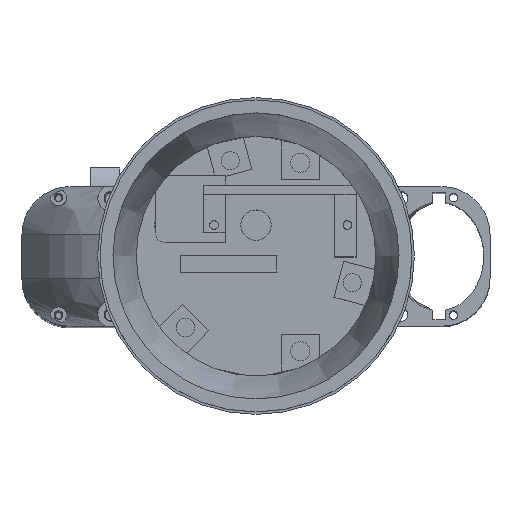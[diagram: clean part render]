
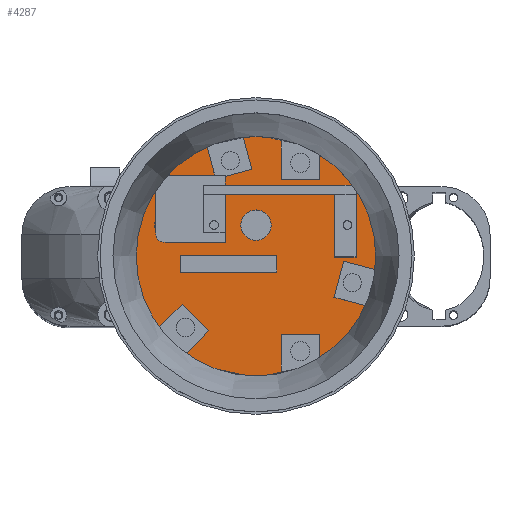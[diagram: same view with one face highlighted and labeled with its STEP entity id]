
A CAD part, top view. The second image highlights one B-rep face of the part: STEP entity #4287.
In plain terms, the highlighted planar face has unit normal (0, 0, 1).
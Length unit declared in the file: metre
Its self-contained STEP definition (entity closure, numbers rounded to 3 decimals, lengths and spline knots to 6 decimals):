
#443=LINE('',#7731,#751);
#444=LINE('',#7734,#752);
#445=LINE('',#7736,#753);
#446=LINE('',#7738,#754);
#447=LINE('',#7739,#755);
#448=LINE('',#7742,#756);
#449=LINE('',#7744,#757);
#450=LINE('',#7746,#758);
#451=LINE('',#7748,#759);
#452=LINE('',#7750,#760);
#453=LINE('',#7752,#761);
#454=LINE('',#7754,#762);
#751=VECTOR('',#5886,1.);
#752=VECTOR('',#5887,1.);
#753=VECTOR('',#5888,1.);
#754=VECTOR('',#5889,1.);
#755=VECTOR('',#5890,1.);
#756=VECTOR('',#5891,1.);
#757=VECTOR('',#5892,1.);
#758=VECTOR('',#5893,1.);
#759=VECTOR('',#5894,1.);
#760=VECTOR('',#5895,1.);
#761=VECTOR('',#5896,1.);
#762=VECTOR('',#5897,1.);
#1720=ORIENTED_EDGE('',*,*,#2386,.T.);
#1721=ORIENTED_EDGE('',*,*,#2387,.F.);
#1722=ORIENTED_EDGE('',*,*,#2388,.F.);
#1723=ORIENTED_EDGE('',*,*,#2389,.F.);
#1724=ORIENTED_EDGE('',*,*,#2390,.F.);
#1725=ORIENTED_EDGE('',*,*,#2391,.F.);
#1726=ORIENTED_EDGE('',*,*,#2392,.F.);
#1727=ORIENTED_EDGE('',*,*,#2393,.F.);
#1728=ORIENTED_EDGE('',*,*,#2394,.T.);
#1729=ORIENTED_EDGE('',*,*,#2395,.T.);
#1730=ORIENTED_EDGE('',*,*,#2396,.F.);
#1731=ORIENTED_EDGE('',*,*,#2397,.F.);
#1732=ORIENTED_EDGE('',*,*,#2398,.T.);
#1733=ORIENTED_EDGE('',*,*,#2399,.T.);
#1734=ORIENTED_EDGE('',*,*,#2400,.F.);
#1735=ORIENTED_EDGE('',*,*,#2401,.T.);
#1736=ORIENTED_EDGE('',*,*,#2402,.F.);
#1737=ORIENTED_EDGE('',*,*,#2403,.F.);
#1738=ORIENTED_EDGE('',*,*,#2404,.T.);
#1739=ORIENTED_EDGE('',*,*,#2405,.F.);
#2386=EDGE_CURVE('',#2825,#2825,#3049,.T.);
#2387=EDGE_CURVE('',#2826,#2826,#3050,.T.);
#2388=EDGE_CURVE('',#2827,#2827,#3051,.T.);
#2389=EDGE_CURVE('',#2828,#2828,#3052,.T.);
#2390=EDGE_CURVE('',#2829,#2829,#3053,.T.);
#2391=EDGE_CURVE('',#2830,#2830,#3054,.T.);
#2392=EDGE_CURVE('',#2831,#2831,#3055,.T.);
#2393=EDGE_CURVE('',#2832,#2832,#3056,.T.);
#2394=EDGE_CURVE('',#2833,#2834,#443,.T.);
#2395=EDGE_CURVE('',#2834,#2835,#444,.T.);
#2396=EDGE_CURVE('',#2836,#2835,#445,.T.);
#2397=EDGE_CURVE('',#2833,#2836,#446,.T.);
#2398=EDGE_CURVE('',#2837,#2838,#447,.T.);
#2399=EDGE_CURVE('',#2838,#2839,#448,.T.);
#2400=EDGE_CURVE('',#2840,#2839,#449,.T.);
#2401=EDGE_CURVE('',#2840,#2841,#450,.T.);
#2402=EDGE_CURVE('',#2842,#2841,#451,.T.);
#2403=EDGE_CURVE('',#2843,#2842,#452,.T.);
#2404=EDGE_CURVE('',#2843,#2844,#453,.T.);
#2405=EDGE_CURVE('',#2837,#2844,#454,.T.);
#2825=VERTEX_POINT('',#7716);
#2826=VERTEX_POINT('',#7718);
#2827=VERTEX_POINT('',#7720);
#2828=VERTEX_POINT('',#7722);
#2829=VERTEX_POINT('',#7724);
#2830=VERTEX_POINT('',#7726);
#2831=VERTEX_POINT('',#7728);
#2832=VERTEX_POINT('',#7730);
#2833=VERTEX_POINT('',#7732);
#2834=VERTEX_POINT('',#7733);
#2835=VERTEX_POINT('',#7735);
#2836=VERTEX_POINT('',#7737);
#2837=VERTEX_POINT('',#7740);
#2838=VERTEX_POINT('',#7741);
#2839=VERTEX_POINT('',#7743);
#2840=VERTEX_POINT('',#7745);
#2841=VERTEX_POINT('',#7747);
#2842=VERTEX_POINT('',#7749);
#2843=VERTEX_POINT('',#7751);
#2844=VERTEX_POINT('',#7753);
#3049=CIRCLE('',#4805,0.02815);
#3050=CIRCLE('',#4806,0.0019);
#3051=CIRCLE('',#4807,0.0019);
#3052=CIRCLE('',#4808,0.0019);
#3053=CIRCLE('',#4809,0.002);
#3054=CIRCLE('',#4810,0.002);
#3055=CIRCLE('',#4811,0.00315);
#3056=CIRCLE('',#4812,0.00315);
#3428=EDGE_LOOP('',(#1720));
#3429=EDGE_LOOP('',(#1721));
#3430=EDGE_LOOP('',(#1722));
#3431=EDGE_LOOP('',(#1723));
#3432=EDGE_LOOP('',(#1724));
#3433=EDGE_LOOP('',(#1725));
#3434=EDGE_LOOP('',(#1726));
#3435=EDGE_LOOP('',(#1727));
#3436=EDGE_LOOP('',(#1728,#1729,#1730,#1731));
#3437=EDGE_LOOP('',(#1732,#1733,#1734,#1735,#1736,#1737,#1738,#1739));
#3868=FACE_BOUND('',#3428,.T.);
#3869=FACE_BOUND('',#3429,.T.);
#3870=FACE_BOUND('',#3430,.T.);
#3871=FACE_BOUND('',#3431,.T.);
#3872=FACE_BOUND('',#3432,.T.);
#3873=FACE_BOUND('',#3433,.T.);
#3874=FACE_BOUND('',#3434,.T.);
#3875=FACE_BOUND('',#3435,.T.);
#3876=FACE_BOUND('',#3436,.T.);
#3877=FACE_BOUND('',#3437,.T.);
#4054=PLANE('',#4804);
#4287=ADVANCED_FACE('',(#3868,#3869,#3870,#3871,#3872,#3873,#3874,#3875,
#3876,#3877),#4054,.T.);
#4804=AXIS2_PLACEMENT_3D('',#7714,#5868,#5869);
#4805=AXIS2_PLACEMENT_3D('',#7715,#5870,#5871);
#4806=AXIS2_PLACEMENT_3D('',#7717,#5872,#5873);
#4807=AXIS2_PLACEMENT_3D('',#7719,#5874,#5875);
#4808=AXIS2_PLACEMENT_3D('',#7721,#5876,#5877);
#4809=AXIS2_PLACEMENT_3D('',#7723,#5878,#5879);
#4810=AXIS2_PLACEMENT_3D('',#7725,#5880,#5881);
#4811=AXIS2_PLACEMENT_3D('',#7727,#5882,#5883);
#4812=AXIS2_PLACEMENT_3D('',#7729,#5884,#5885);
#5868=DIRECTION('',(0.,0.,1.));
#5869=DIRECTION('',(1.,0.,0.));
#5870=DIRECTION('',(0.,0.,1.));
#5871=DIRECTION('',(1.,0.,0.));
#5872=DIRECTION('',(0.,0.,1.));
#5873=DIRECTION('',(1.,0.,0.));
#5874=DIRECTION('',(0.,0.,1.));
#5875=DIRECTION('',(1.,0.,0.));
#5876=DIRECTION('',(0.,0.,1.));
#5877=DIRECTION('',(1.,0.,0.));
#5878=DIRECTION('',(0.,0.,1.));
#5879=DIRECTION('',(1.,0.,0.));
#5880=DIRECTION('',(0.,0.,1.));
#5881=DIRECTION('',(1.,0.,0.));
#5882=DIRECTION('',(0.,0.,1.));
#5883=DIRECTION('',(1.,0.,0.));
#5884=DIRECTION('',(0.,0.,1.));
#5885=DIRECTION('',(1.,0.,0.));
#5886=DIRECTION('',(0.,1.,0.));
#5887=DIRECTION('',(1.,0.,0.));
#5888=DIRECTION('',(0.,1.,0.));
#5889=DIRECTION('',(1.,0.,0.));
#5890=DIRECTION('',(1.,0.,0.));
#5891=DIRECTION('',(0.,-1.,0.));
#5892=DIRECTION('',(1.,0.,0.));
#5893=DIRECTION('',(0.,1.,0.));
#5894=DIRECTION('',(1.,0.,0.));
#5895=DIRECTION('',(0.,1.,0.));
#5896=DIRECTION('',(-1.,0.,0.));
#5897=DIRECTION('',(0.,-1.,0.));
#7714=CARTESIAN_POINT('',(0.,0.,0.036));
#7715=CARTESIAN_POINT('',(0.,0.,0.036));
#7716=CARTESIAN_POINT('',(0.02815,0.,0.036));
#7717=CARTESIAN_POINT('',(0.020056,-0.005374,0.036));
#7718=CARTESIAN_POINT('',(0.021956,-0.005374,0.036));
#7719=CARTESIAN_POINT('',(-0.014682,-0.014682,0.036));
#7720=CARTESIAN_POINT('',(-0.012782,-0.014682,0.036));
#7721=CARTESIAN_POINT('',(-0.005374,0.020056,0.036));
#7722=CARTESIAN_POINT('',(-0.003474,0.020056,0.036));
#7723=CARTESIAN_POINT('',(0.009236,-0.01963,0.036));
#7724=CARTESIAN_POINT('',(0.011236,-0.01963,0.036));
#7725=CARTESIAN_POINT('',(0.009236,0.01963,0.036));
#7726=CARTESIAN_POINT('',(0.011236,0.01963,0.036));
#7727=CARTESIAN_POINT('',(-0.018,0.00665,0.036));
#7728=CARTESIAN_POINT('',(-0.01485,0.00665,0.036));
#7729=CARTESIAN_POINT('',(0.,0.00665,0.036));
#7730=CARTESIAN_POINT('',(0.00315,0.00665,0.036));
#7731=CARTESIAN_POINT('',(-0.01565,-0.00215,0.036));
#7732=CARTESIAN_POINT('',(-0.01565,-0.00315,0.036));
#7733=CARTESIAN_POINT('',(-0.01565,-0.00115,0.036));
#7734=CARTESIAN_POINT('',(-0.00565,-0.00115,0.036));
#7735=CARTESIAN_POINT('',(0.00435,-0.00115,0.036));
#7736=CARTESIAN_POINT('',(0.00435,-0.00215,0.036));
#7737=CARTESIAN_POINT('',(0.00435,-0.00315,0.036));
#7738=CARTESIAN_POINT('',(-0.00565,-0.00315,0.036));
#7739=CARTESIAN_POINT('',(0.01859,0.01495,0.036));
#7740=CARTESIAN_POINT('',(-0.010926,0.01495,0.036));
#7741=CARTESIAN_POINT('',(0.02084,0.01495,0.036));
#7742=CARTESIAN_POINT('',(0.02084,0.014125,0.036));
#7743=CARTESIAN_POINT('',(0.02084,0.,0.036));
#7744=CARTESIAN_POINT('',(0.01859,0.,0.036));
#7745=CARTESIAN_POINT('',(0.01634,0.,0.036));
#7746=CARTESIAN_POINT('',(0.01634,0.006475,0.036));
#7747=CARTESIAN_POINT('',(0.01634,0.01295,0.036));
#7748=CARTESIAN_POINT('',(0.004957,0.01295,0.036));
#7749=CARTESIAN_POINT('',(-0.006426,0.01295,0.036));
#7750=CARTESIAN_POINT('',(-0.006426,0.008975,0.036));
#7751=CARTESIAN_POINT('',(-0.006426,0.005,0.036));
#7752=CARTESIAN_POINT('',(-0.008676,0.005,0.036));
#7753=CARTESIAN_POINT('',(-0.010926,0.005,0.036));
#7754=CARTESIAN_POINT('',(-0.010926,0.014125,0.036));
